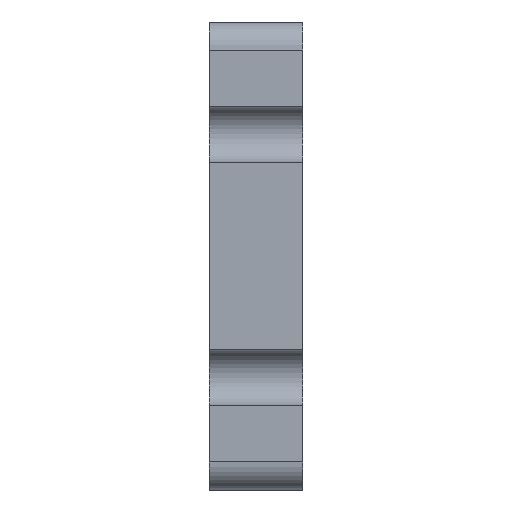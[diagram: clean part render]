
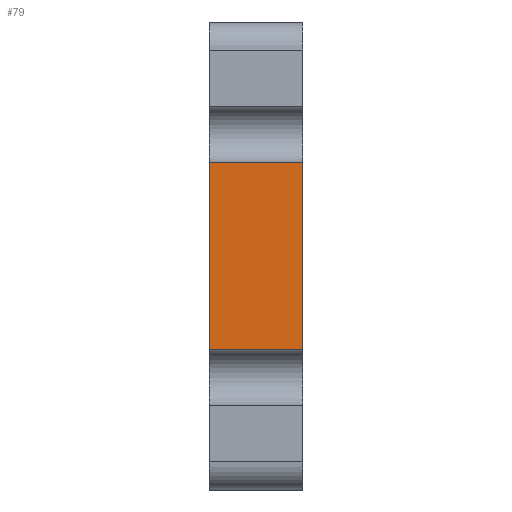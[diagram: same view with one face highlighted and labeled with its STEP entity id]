
A CAD part, left-side view. The second image highlights one B-rep face of the part: STEP entity #79.
In plain terms, the highlighted planar face has unit normal (-1, 0, 0).
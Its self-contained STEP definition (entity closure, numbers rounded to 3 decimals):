
#79=ADVANCED_FACE('',(#351),#353,.T.);
#351=FACE_BOUND('',#352,.T.);
#352=EDGE_LOOP('',(#730,#731,#732,#733));
#353=PLANE('',#354);
#354=AXIS2_PLACEMENT_3D('',#355,#356,#357);
#355=CARTESIAN_POINT('',(-155.,0.,-10.));
#356=DIRECTION('',(-1.,0.,0.));
#357=DIRECTION('',(0.,0.,1.));
#730=ORIENTED_EDGE('',*,*,#821,.T.);
#731=ORIENTED_EDGE('',*,*,#885,.T.);
#732=ORIENTED_EDGE('',*,*,#886,.F.);
#733=ORIENTED_EDGE('',*,*,#887,.F.);
#821=EDGE_CURVE('',#936,#934,#937,.T.);
#885=EDGE_CURVE('',#934,#1046,#1048,.T.);
#886=EDGE_CURVE('',#1049,#1046,#1050,.T.);
#887=EDGE_CURVE('',#936,#1049,#1051,.T.);
#934=VERTEX_POINT('',#1147);
#936=VERTEX_POINT('',#1151);
#937=LINE('',#1152,#1153);
#1046=VERTEX_POINT('',#1423);
#1048=LINE('',#1427,#1428);
#1049=VERTEX_POINT('',#1430);
#1050=LINE('',#1431,#1432);
#1051=LINE('',#1434,#1435);
#1147=CARTESIAN_POINT('',(-155.,0.,10.));
#1151=CARTESIAN_POINT('',(-155.,0.,-10.));
#1152=CARTESIAN_POINT('',(-155.,0.,-10.));
#1153=VECTOR('',#1154,1.);
#1154=DIRECTION('',(0.,0.,1.));
#1423=CARTESIAN_POINT('',(-155.,10.,10.));
#1427=CARTESIAN_POINT('',(-155.,0.,10.));
#1428=VECTOR('',#1429,1.);
#1429=DIRECTION('',(0.,1.,0.));
#1430=CARTESIAN_POINT('',(-155.,10.,-10.));
#1431=CARTESIAN_POINT('',(-155.,10.,-10.));
#1432=VECTOR('',#1433,1.);
#1433=DIRECTION('',(0.,0.,1.));
#1434=CARTESIAN_POINT('',(-155.,0.,-10.));
#1435=VECTOR('',#1436,1.);
#1436=DIRECTION('',(0.,1.,0.));
